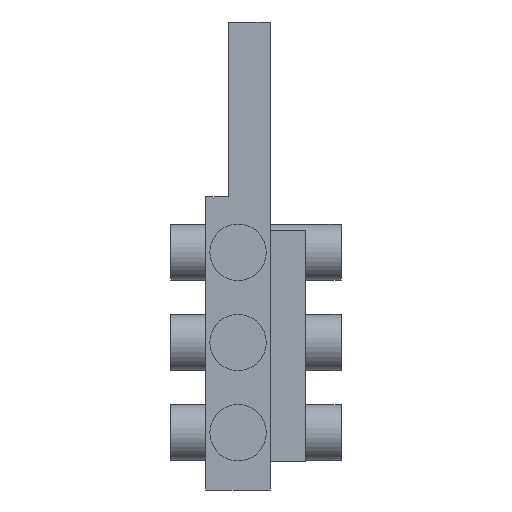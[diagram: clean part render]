
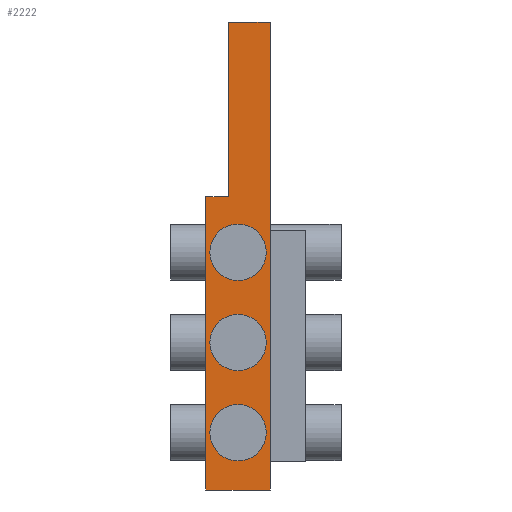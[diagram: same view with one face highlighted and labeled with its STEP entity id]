
A CAD part, left-side view. The second image highlights one B-rep face of the part: STEP entity #2222.
In plain terms, the highlighted planar face has unit normal (-1, 0, 0).
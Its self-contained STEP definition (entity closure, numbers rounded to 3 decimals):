
#13 = VERTEX_POINT ( 'NONE', #40 ) ;
#28 = VERTEX_POINT ( 'NONE', #162 ) ;
#40 = CARTESIAN_POINT ( 'NONE',  ( -0.5, 4.571, -15.71 ) ) ;
#41 = VERTEX_POINT ( 'NONE', #137 ) ;
#79 = VERTEX_POINT ( 'NONE', #2157 ) ;
#94 = VERTEX_POINT ( 'NONE', #2152 ) ;
#96 = VERTEX_POINT ( 'NONE', #2132 ) ;
#97 = VERTEX_POINT ( 'NONE', #2161 ) ;
#111 = VERTEX_POINT ( 'NONE', #2143 ) ;
#134 = VERTEX_POINT ( 'NONE', #2133 ) ;
#137 = CARTESIAN_POINT ( 'NONE',  ( -0.5, 4.571, -19.71 ) ) ;
#138 = VERTEX_POINT ( 'NONE', #2175 ) ;
#144 = VERTEX_POINT ( 'NONE', #612 ) ;
#151 = VERTEX_POINT ( 'NONE', #617 ) ;
#162 = CARTESIAN_POINT ( 'NONE',  ( -0.5, 5., -14.5 ) ) ;
#263 = CARTESIAN_POINT ( 'NONE',  ( -0.5, 4.571, -20.96 ) ) ;
#273 = LINE ( 'NONE', #274, #1423 ) ;
#274 = CARTESIAN_POINT ( 'NONE',  ( -0.5, 6., -27.5 ) ) ;
#275 = DIRECTION ( 'NONE',  ( 0., 1., 0. ) ) ;
#279 = LINE ( 'NONE', #280, #1417 ) ;
#280 = CARTESIAN_POINT ( 'NONE',  ( -0.5, 3.143, -6.75 ) ) ;
#281 = DIRECTION ( 'NONE',  ( 0., 0., -1. ) ) ;
#282 = LINE ( 'NONE', #283, #1422 ) ;
#283 = CARTESIAN_POINT ( 'NONE',  ( -0.5, 0., -14.5 ) ) ;
#284 = DIRECTION ( 'NONE',  ( 0., 1., 0. ) ) ;
#285 = DIRECTION ( 'NONE',  ( 1., 0., 0. ) ) ;
#286 = DIRECTION ( 'NONE',  ( 0., 0., -1. ) ) ;
#287 = CARTESIAN_POINT ( 'NONE',  ( -0.5, 4.571, -16.96 ) ) ;
#288 = DIRECTION ( 'NONE',  ( 1., 0., 0. ) ) ;
#289 = DIRECTION ( 'NONE',  ( 0., 0., -1. ) ) ;
#290 = CARTESIAN_POINT ( 'NONE',  ( -0.5, 4.571, -24.96 ) ) ;
#291 = DIRECTION ( 'NONE',  ( 1., 0., 0. ) ) ;
#292 = DIRECTION ( 'NONE',  ( 0., 0., -1. ) ) ;
#294 = LINE ( 'NONE', #295, #1367 ) ;
#295 = CARTESIAN_POINT ( 'NONE',  ( -0.5, 5., 0. ) ) ;
#296 = DIRECTION ( 'NONE',  ( 0., 0., 1. ) ) ;
#297 = LINE ( 'NONE', #298, #1441 ) ;
#298 = CARTESIAN_POINT ( 'NONE',  ( -0.5, 6., -6.75 ) ) ;
#299 = DIRECTION ( 'NONE',  ( 0., 0., 1. ) ) ;
#612 = CARTESIAN_POINT ( 'NONE',  ( -0.5, 6., -14.5 ) ) ;
#617 = CARTESIAN_POINT ( 'NONE',  ( -0.5, 3.143, -6.75 ) ) ;
#824 = PLANE ( 'NONE',  #1516 ) ;
#825 = CARTESIAN_POINT ( 'NONE',  ( -0.5, 0., 0. ) ) ;
#826 = DIRECTION ( 'NONE',  ( 1., 0., 0. ) ) ;
#827 = DIRECTION ( 'NONE',  ( 0., 0., -1. ) ) ;
#864 = CARTESIAN_POINT ( 'NONE',  ( -0.5, 4.571, -24.96 ) ) ;
#865 = DIRECTION ( 'NONE',  ( 1., 0., 0. ) ) ;
#866 = DIRECTION ( 'NONE',  ( 0., 0., -1. ) ) ;
#870 = CARTESIAN_POINT ( 'NONE',  ( -0.5, 4.571, -20.96 ) ) ;
#871 = DIRECTION ( 'NONE',  ( 1., 0., 0. ) ) ;
#872 = DIRECTION ( 'NONE',  ( 0., 0., -1. ) ) ;
#894 = CARTESIAN_POINT ( 'NONE',  ( -0.5, 4.571, -16.96 ) ) ;
#895 = DIRECTION ( 'NONE',  ( 1., 0., 0. ) ) ;
#896 = DIRECTION ( 'NONE',  ( 0., 0., -1. ) ) ;
#1132 = LINE ( 'NONE', #1133, #1305 ) ;
#1133 = CARTESIAN_POINT ( 'NONE',  ( -0.5, 6., -6.75 ) ) ;
#1134 = DIRECTION ( 'NONE',  ( 0., -1., 0. ) ) ;
#1305 = VECTOR ( 'NONE', #1134, 1000. ) ;
#1318 = FACE_BOUND ( 'NONE', #1958, .T. ) ;
#1319 = AXIS2_PLACEMENT_3D ( 'NONE', #864, #865, #866 ) ;
#1332 = AXIS2_PLACEMENT_3D ( 'NONE', #870, #871, #872 ) ;
#1337 = FACE_BOUND ( 'NONE', #2053, .T. ) ;
#1367 = VECTOR ( 'NONE', #296, 1000. ) ;
#1411 = AXIS2_PLACEMENT_3D ( 'NONE', #287, #288, #289 ) ;
#1417 = VECTOR ( 'NONE', #281, 1000. ) ;
#1419 = AXIS2_PLACEMENT_3D ( 'NONE', #263, #285, #286 ) ;
#1422 = VECTOR ( 'NONE', #284, 1000. ) ;
#1423 = VECTOR ( 'NONE', #275, 1000. ) ;
#1428 = AXIS2_PLACEMENT_3D ( 'NONE', #290, #291, #292 ) ;
#1441 = VECTOR ( 'NONE', #299, 1000. ) ;
#1498 = FACE_OUTER_BOUND ( 'NONE', #1944, .T. ) ;
#1516 = AXIS2_PLACEMENT_3D ( 'NONE', #825, #826, #827 ) ;
#1523 = FACE_BOUND ( 'NONE', #1968, .T. ) ;
#1561 = AXIS2_PLACEMENT_3D ( 'NONE', #894, #895, #896 ) ;
#1830 = ORIENTED_EDGE ( 'NONE', *, *, #2243, .T. ) ;
#1831 = ORIENTED_EDGE ( 'NONE', *, *, #2235, .T. ) ;
#1834 = ORIENTED_EDGE ( 'NONE', *, *, #2373, .F. ) ;
#1836 = ORIENTED_EDGE ( 'NONE', *, *, #2322, .F. ) ;
#1842 = ORIENTED_EDGE ( 'NONE', *, *, #2372, .F. ) ;
#1843 = ORIENTED_EDGE ( 'NONE', *, *, #2233, .T. ) ;
#1845 = ORIENTED_EDGE ( 'NONE', *, *, #2370, .T. ) ;
#1849 = ORIENTED_EDGE ( 'NONE', *, *, #2365, .F. ) ;
#1850 = ORIENTED_EDGE ( 'NONE', *, *, #2368, .T. ) ;
#1871 = ORIENTED_EDGE ( 'NONE', *, *, #2369, .T. ) ;
#1873 = ORIENTED_EDGE ( 'NONE', *, *, #2371, .T. ) ;
#1880 = ORIENTED_EDGE ( 'NONE', *, *, #2367, .F. ) ;
#1944 = EDGE_LOOP ( 'NONE', ( #1842, #1850, #1834, #1849, #1880, #1836 ) ) ;
#1958 = EDGE_LOOP ( 'NONE', ( #1830, #1845 ) ) ;
#1968 = EDGE_LOOP ( 'NONE', ( #1843, #1873 ) ) ;
#2053 = EDGE_LOOP ( 'NONE', ( #1831, #1871 ) ) ;
#2132 = CARTESIAN_POINT ( 'NONE',  ( -0.5, 4.571, -26.21 ) ) ;
#2133 = CARTESIAN_POINT ( 'NONE',  ( -0.5, 4.571, -23.71 ) ) ;
#2143 = CARTESIAN_POINT ( 'NONE',  ( -0.5, 4.571, -22.21 ) ) ;
#2152 = CARTESIAN_POINT ( 'NONE',  ( -0.5, 5., -6.75 ) ) ;
#2157 = CARTESIAN_POINT ( 'NONE',  ( -0.5, 3.143, -27.5 ) ) ;
#2161 = CARTESIAN_POINT ( 'NONE',  ( -0.5, 6., -27.5 ) ) ;
#2175 = CARTESIAN_POINT ( 'NONE',  ( -0.5, 4.571, -18.21 ) ) ;
#2222 = ADVANCED_FACE ( 'NONE', ( #1337, #1318, #1523, #1498 ), #824, .F. ) ;
#2233 = EDGE_CURVE ( 'NONE', #96, #134, #2451, .T. ) ;
#2235 = EDGE_CURVE ( 'NONE', #111, #41, #2455, .T. ) ;
#2243 = EDGE_CURVE ( 'NONE', #138, #13, #2457, .T. ) ;
#2322 = EDGE_CURVE ( 'NONE', #94, #151, #1132, .T. ) ;
#2365 = EDGE_CURVE ( 'NONE', #79, #97, #273, .T. ) ;
#2367 = EDGE_CURVE ( 'NONE', #151, #79, #279, .T. ) ;
#2368 = EDGE_CURVE ( 'NONE', #28, #144, #282, .T. ) ;
#2369 = EDGE_CURVE ( 'NONE', #41, #111, #2509, .T. ) ;
#2370 = EDGE_CURVE ( 'NONE', #13, #138, #2510, .T. ) ;
#2371 = EDGE_CURVE ( 'NONE', #134, #96, #2511, .T. ) ;
#2372 = EDGE_CURVE ( 'NONE', #28, #94, #294, .T. ) ;
#2373 = EDGE_CURVE ( 'NONE', #97, #144, #297, .T. ) ;
#2451 = CIRCLE ( 'NONE', #1319, 1.25 ) ;
#2455 = CIRCLE ( 'NONE', #1332, 1.25 ) ;
#2457 = CIRCLE ( 'NONE', #1561, 1.25 ) ;
#2509 = CIRCLE ( 'NONE', #1419, 1.25 ) ;
#2510 = CIRCLE ( 'NONE', #1411, 1.25 ) ;
#2511 = CIRCLE ( 'NONE', #1428, 1.25 ) ;
